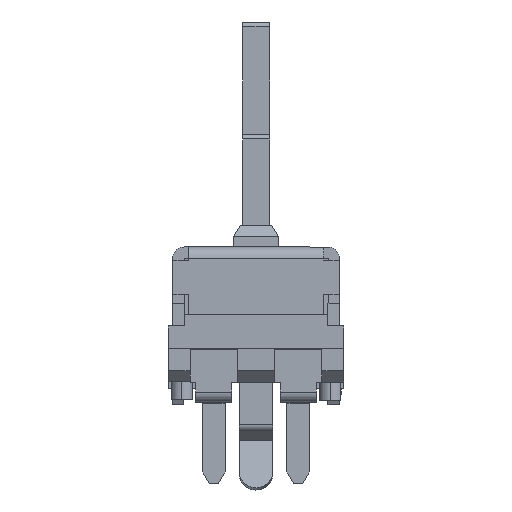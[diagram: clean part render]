
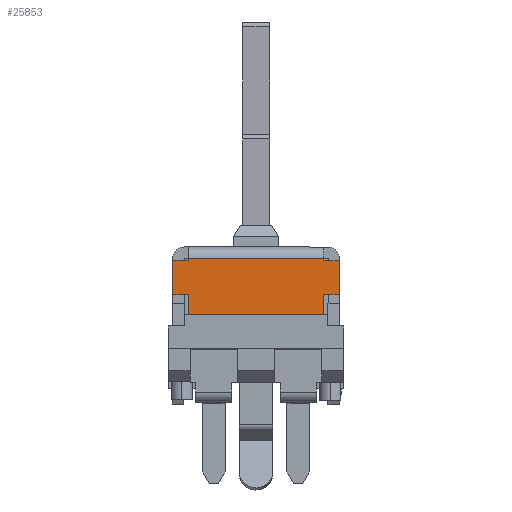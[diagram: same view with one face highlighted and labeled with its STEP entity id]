
A CAD part, left-side view. The second image highlights one B-rep face of the part: STEP entity #25853.
In plain terms, the highlighted planar face has unit normal (-1, 0, 0).
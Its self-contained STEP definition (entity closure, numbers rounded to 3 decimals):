
#1284 = ORIENTED_EDGE ( 'NONE', *, *, #35625, .T. ) ;
#1879 = LINE ( 'NONE', #32227, #12768 ) ;
#2255 = VECTOR ( 'NONE', #17555, 1000. ) ;
#3395 = LINE ( 'NONE', #23750, #29087 ) ;
#3952 = LINE ( 'NONE', #10195, #2255 ) ;
#5023 = CARTESIAN_POINT ( 'NONE',  ( -30., -3.7, -0.6 ) ) ;
#5360 = EDGE_CURVE ( 'NONE', #9878, #6956, #3952, .T. ) ;
#5476 = VECTOR ( 'NONE', #33727, 1000. ) ;
#5883 = DIRECTION ( 'NONE',  ( 0., 0., -1. ) ) ;
#6086 = LINE ( 'NONE', #9632, #42188 ) ;
#6956 = VERTEX_POINT ( 'NONE', #20198 ) ;
#7357 = DIRECTION ( 'NONE',  ( 0., -1., 0. ) ) ;
#7394 = ORIENTED_EDGE ( 'NONE', *, *, #41582, .T. ) ;
#7575 = DIRECTION ( 'NONE',  ( 0., 1., 0. ) ) ;
#7588 = LINE ( 'NONE', #20521, #13397 ) ;
#9016 = CARTESIAN_POINT ( 'NONE',  ( -30., 3., -2.1 ) ) ;
#9632 = CARTESIAN_POINT ( 'NONE',  ( -30., 1.4, -2.1 ) ) ;
#9667 = ORIENTED_EDGE ( 'NONE', *, *, #16013, .T. ) ;
#9878 = VERTEX_POINT ( 'NONE', #5023 ) ;
#10195 = CARTESIAN_POINT ( 'NONE',  ( -30., 1.4, -0.6 ) ) ;
#10230 = EDGE_CURVE ( 'NONE', #29857, #33509, #41561, .T. ) ;
#10263 = CARTESIAN_POINT ( 'NONE',  ( -30., 1.4, -3. ) ) ;
#10493 = CARTESIAN_POINT ( 'NONE',  ( -30., 1.4, -0.6 ) ) ;
#10747 = DIRECTION ( 'NONE',  ( 0., -1., 0. ) ) ;
#10786 = ORIENTED_EDGE ( 'NONE', *, *, #19623, .T. ) ;
#10798 = CARTESIAN_POINT ( 'NONE',  ( -30., -3., -0.52 ) ) ;
#11445 = VECTOR ( 'NONE', #40411, 1000. ) ;
#11812 = VECTOR ( 'NONE', #31515, 1000. ) ;
#11843 = CARTESIAN_POINT ( 'NONE',  ( -30., 3., -3. ) ) ;
#12169 = EDGE_CURVE ( 'NONE', #29857, #15704, #7588, .T. ) ;
#12525 = ORIENTED_EDGE ( 'NONE', *, *, #14837, .T. ) ;
#12768 = VECTOR ( 'NONE', #5883, 1000. ) ;
#13397 = VECTOR ( 'NONE', #42023, 1000. ) ;
#13501 = ORIENTED_EDGE ( 'NONE', *, *, #14905, .T. ) ;
#13581 = PLANE ( 'NONE',  #34579 ) ;
#14837 = EDGE_CURVE ( 'NONE', #20363, #43431, #25892, .T. ) ;
#14905 = EDGE_CURVE ( 'NONE', #25925, #9878, #29672, .T. ) ;
#15178 = VECTOR ( 'NONE', #7575, 1000. ) ;
#15704 = VERTEX_POINT ( 'NONE', #24784 ) ;
#16013 = EDGE_CURVE ( 'NONE', #6956, #29643, #27652, .T. ) ;
#16772 = DIRECTION ( 'NONE',  ( 0., -1., 0. ) ) ;
#17093 = VERTEX_POINT ( 'NONE', #25088 ) ;
#17388 = VERTEX_POINT ( 'NONE', #29871 ) ;
#17390 = ORIENTED_EDGE ( 'NONE', *, *, #18536, .F. ) ;
#17555 = DIRECTION ( 'NONE',  ( 0., 1., 0. ) ) ;
#18346 = LINE ( 'NONE', #21492, #11812 ) ;
#18441 = VECTOR ( 'NONE', #25497, 1000. ) ;
#18536 = EDGE_CURVE ( 'NONE', #39443, #29643, #3395, .T. ) ;
#18616 = EDGE_CURVE ( 'NONE', #39443, #17093, #28875, .T. ) ;
#19065 = VECTOR ( 'NONE', #24523, 1000. ) ;
#19344 = ORIENTED_EDGE ( 'NONE', *, *, #18616, .T. ) ;
#19623 = EDGE_CURVE ( 'NONE', #17388, #20363, #1879, .T. ) ;
#20073 = CARTESIAN_POINT ( 'NONE',  ( -30., -3.7, -2.1 ) ) ;
#20198 = CARTESIAN_POINT ( 'NONE',  ( -30., -3., -0.6 ) ) ;
#20298 = DIRECTION ( 'NONE',  ( -1., 0., 0. ) ) ;
#20363 = VERTEX_POINT ( 'NONE', #25611 ) ;
#20521 = CARTESIAN_POINT ( 'NONE',  ( -30., -3., -3. ) ) ;
#21492 = CARTESIAN_POINT ( 'NONE',  ( -30., 3., -3. ) ) ;
#23362 = FACE_OUTER_BOUND ( 'NONE', #27812, .T. ) ;
#23671 = ORIENTED_EDGE ( 'NONE', *, *, #10230, .F. ) ;
#23750 = CARTESIAN_POINT ( 'NONE',  ( -30., -70.018, -0.52 ) ) ;
#24523 = DIRECTION ( 'NONE',  ( 0., 0., 1. ) ) ;
#24784 = CARTESIAN_POINT ( 'NONE',  ( -30., -3., -2.1 ) ) ;
#25088 = CARTESIAN_POINT ( 'NONE',  ( -30., 3., -0.6 ) ) ;
#25448 = CARTESIAN_POINT ( 'NONE',  ( -30., 1.4, -2.1 ) ) ;
#25497 = DIRECTION ( 'NONE',  ( 0., 0., -1. ) ) ;
#25611 = CARTESIAN_POINT ( 'NONE',  ( -30., 3.7, -2.1 ) ) ;
#25853 = ADVANCED_FACE ( 'NONE', ( #23362 ), #13581, .T. ) ;
#25892 = LINE ( 'NONE', #25448, #37854 ) ;
#25925 = VERTEX_POINT ( 'NONE', #20073 ) ;
#27652 = LINE ( 'NONE', #31407, #19065 ) ;
#27812 = EDGE_LOOP ( 'NONE', ( #23671, #31828, #1284, #13501, #43101, #9667, #17390, #19344, #33854, #10786, #12525, #7394 ) ) ;
#28011 = CARTESIAN_POINT ( 'NONE',  ( -30., 3., -0.52 ) ) ;
#28875 = LINE ( 'NONE', #11843, #18441 ) ;
#29087 = VECTOR ( 'NONE', #10747, 1000. ) ;
#29643 = VERTEX_POINT ( 'NONE', #10798 ) ;
#29672 = LINE ( 'NONE', #37026, #11445 ) ;
#29857 = VERTEX_POINT ( 'NONE', #40708 ) ;
#29871 = CARTESIAN_POINT ( 'NONE',  ( -30., 3.7, -0.6 ) ) ;
#29958 = CARTESIAN_POINT ( 'NONE',  ( -30., 3., -3. ) ) ;
#30172 = LINE ( 'NONE', #10493, #5476 ) ;
#31407 = CARTESIAN_POINT ( 'NONE',  ( -30., -3., -3. ) ) ;
#31515 = DIRECTION ( 'NONE',  ( 0., 0., -1. ) ) ;
#31828 = ORIENTED_EDGE ( 'NONE', *, *, #12169, .T. ) ;
#32227 = CARTESIAN_POINT ( 'NONE',  ( -30., 3.7, -3. ) ) ;
#33509 = VERTEX_POINT ( 'NONE', #29958 ) ;
#33636 = EDGE_CURVE ( 'NONE', #17093, #17388, #30172, .T. ) ;
#33727 = DIRECTION ( 'NONE',  ( 0., 1., 0. ) ) ;
#33854 = ORIENTED_EDGE ( 'NONE', *, *, #33636, .T. ) ;
#34579 = AXIS2_PLACEMENT_3D ( 'NONE', #10263, #20298, #7357 ) ;
#35625 = EDGE_CURVE ( 'NONE', #15704, #25925, #6086, .T. ) ;
#37026 = CARTESIAN_POINT ( 'NONE',  ( -30., -3.7, -3. ) ) ;
#37854 = VECTOR ( 'NONE', #39082, 1000. ) ;
#38175 = CARTESIAN_POINT ( 'NONE',  ( -30., 3.2, -3. ) ) ;
#39082 = DIRECTION ( 'NONE',  ( 0., -1., 0. ) ) ;
#39443 = VERTEX_POINT ( 'NONE', #28011 ) ;
#40411 = DIRECTION ( 'NONE',  ( 0., 0., 1. ) ) ;
#40708 = CARTESIAN_POINT ( 'NONE',  ( -30., -3., -3. ) ) ;
#41561 = LINE ( 'NONE', #38175, #15178 ) ;
#41582 = EDGE_CURVE ( 'NONE', #43431, #33509, #18346, .T. ) ;
#42023 = DIRECTION ( 'NONE',  ( 0., 0., 1. ) ) ;
#42188 = VECTOR ( 'NONE', #16772, 1000. ) ;
#43101 = ORIENTED_EDGE ( 'NONE', *, *, #5360, .T. ) ;
#43431 = VERTEX_POINT ( 'NONE', #9016 ) ;
